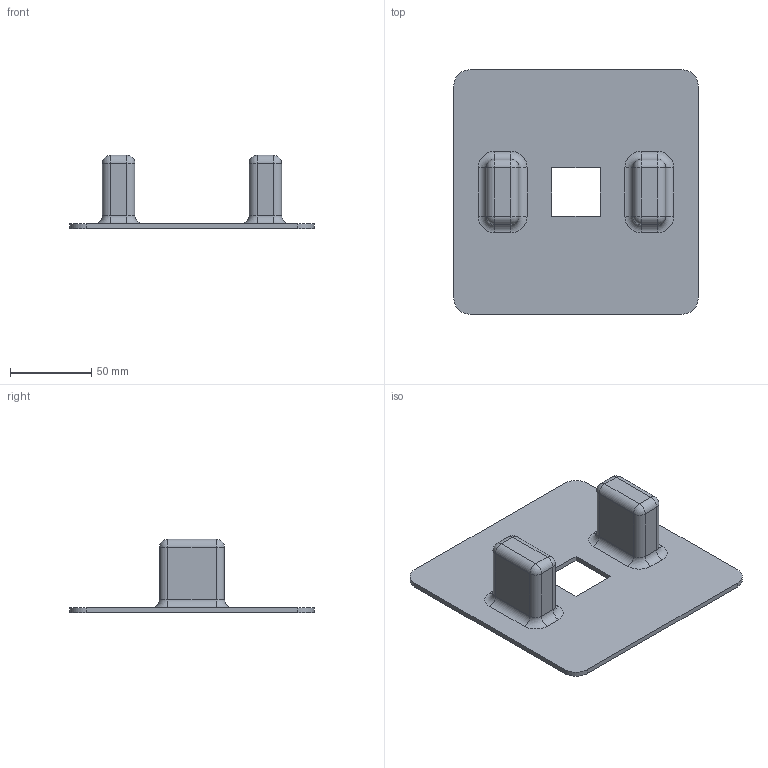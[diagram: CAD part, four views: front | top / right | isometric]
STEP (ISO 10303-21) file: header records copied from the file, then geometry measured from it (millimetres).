
FILE_DESCRIPTION(('STEP AP203'), '1');
FILE_NAME('Ìîäóëü òî ÷òî âñòàâëÿåòñÿ', '', ('UNSPECIFIED'), ('UNSPECIFIED'), 'C3D Converter', 'C3D Toolkit', '');
FILE_SCHEMA(('CONFIG_CONTROL_DESIGN'));
Length unit declared in the file: millimetre
Bounding box: 150 x 150 x 45 mm (x, y, z)
Volume: 130090.4 mm3; surface area: 53539.3 mm2
Topology: 1 solids, 1 shells, 64 faces, 148 edges, 80 vertices
Faces by surface type: cylinder 28, plane 20, sphere 8, torus 8
Entity records: 1772 total; most frequent: DIRECTION 334, CARTESIAN_POINT 285, ORIENTED_EDGE 280, EDGE_CURVE 140, AXIS2_PLACEMENT_3D 129, VERTEX_POINT 80, LINE 76, VECTOR 76
